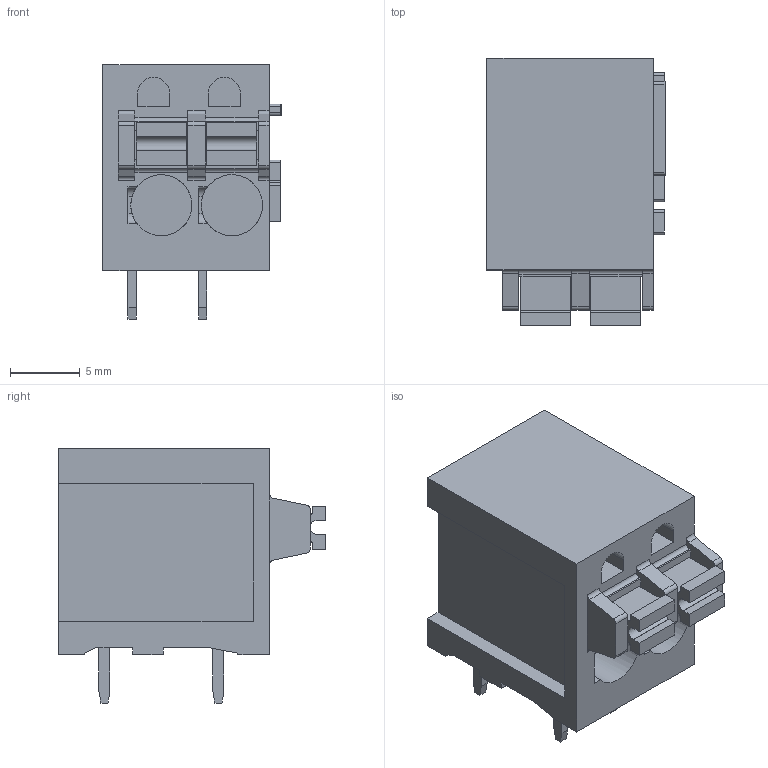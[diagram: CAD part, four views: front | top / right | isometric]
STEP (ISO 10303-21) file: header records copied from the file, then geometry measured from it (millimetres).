
FILE_DESCRIPTION(('CATIA V5 STEP Exchange','CAx-IF Rec.Pracs.--- Model Styling and Organization---1.4--- 2014-01-23'),'2;1');
FILE_NAME ('305674-2_0_1425810000_1425810000.stp','2021-07-06T11:16:35+00:00',('none'),('Weidmueller'),'CATIA Version 5-6 Release 2016 SP3 HF44','CATIA V5 STEP AP214','none');
FILE_SCHEMA(('AUTOMOTIVE_DESIGN { 1 0 10303 214 1 1 1 1 }'));
Length unit declared in the file: millimetre
Products named in the file (1): 1425810000
Bounding box: 12.81 x 19.2 x 18.3 mm (x, y, z)
Volume: 2418 mm3; surface area: 1835.8 mm2
Topology: 7 solids, 7 shells, 192 faces, 513 edges, 342 vertices
Faces by surface type: plane 143, cylinder 49
Entity records: 5956 total; most frequent: CARTESIAN_POINT 1066, ORIENTED_EDGE 1026, DIRECTION 820, EDGE_CURVE 513, VECTOR 411, LINE 411, VERTEX_POINT 342, AXIS2_PLACEMENT_3D 253
